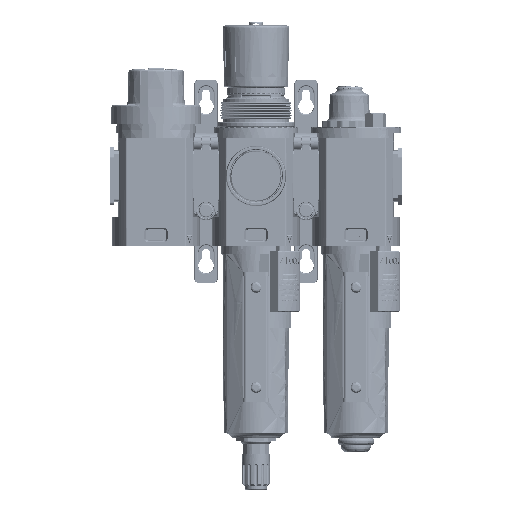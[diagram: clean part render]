
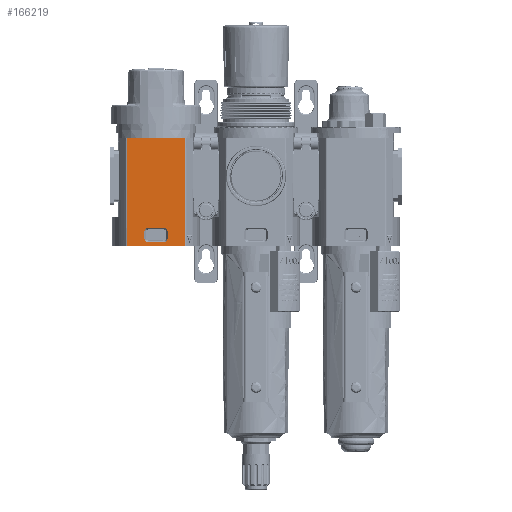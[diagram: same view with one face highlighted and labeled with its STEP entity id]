
A CAD part, top view. The second image highlights one B-rep face of the part: STEP entity #166219.
In plain terms, the highlighted planar face has unit normal (0, 0, 1).
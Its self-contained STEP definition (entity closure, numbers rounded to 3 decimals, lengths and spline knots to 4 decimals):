
#820 = VERTEX_POINT ( 'NONE', #155918 ) ;
#1986 = VERTEX_POINT ( 'NONE', #44328 ) ;
#4114 = CARTESIAN_POINT ( 'NONE',  ( 0., 2.1672, 1.0236 ) ) ;
#7111 = CIRCLE ( 'NONE', #107916, 0.0683 ) ;
#9307 = CARTESIAN_POINT ( 'NONE',  ( -0.1626, 0.1449, 1.0236 ) ) ;
#10655 = EDGE_CURVE ( 'NONE', #38745, #39162, #7111, .T. ) ;
#12208 = VECTOR ( 'NONE', #122220, 39.3701 ) ;
#13932 = AXIS2_PLACEMENT_3D ( 'NONE', #119935, #102229, #162398 ) ;
#16174 = VERTEX_POINT ( 'NONE', #97357 ) ;
#17728 = CIRCLE ( 'NONE', #42913, 0.0683 ) ;
#18161 = LINE ( 'NONE', #179058, #95428 ) ;
#25879 = VECTOR ( 'NONE', #149806, 39.3701 ) ;
#32727 = CARTESIAN_POINT ( 'NONE',  ( 0.3865, 2.1652, 1.0236 ) ) ;
#34041 = ORIENTED_EDGE ( 'NONE', *, *, #147680, .F. ) ;
#38745 = VERTEX_POINT ( 'NONE', #176313 ) ;
#39162 = VERTEX_POINT ( 'NONE', #140364 ) ;
#42913 = AXIS2_PLACEMENT_3D ( 'NONE', #9307, #115789, #145354 ) ;
#43990 = PLANE ( 'NONE',  #13932 ) ;
#44328 = CARTESIAN_POINT ( 'NONE',  ( 0.1626, 0.3668, 1.0236 ) ) ;
#44563 = EDGE_CURVE ( 'NONE', #103165, #38745, #107914, .T. ) ;
#46210 = EDGE_CURVE ( 'NONE', #1986, #136641, #69242, .T. ) ;
#48483 = CARTESIAN_POINT ( 'NONE',  ( -0.3865, 2.1652, 1.0236 ) ) ;
#49526 = LINE ( 'NONE', #153133, #96599 ) ;
#52288 = EDGE_CURVE ( 'NONE', #820, #82352, #184301, .T. ) ;
#52683 = CARTESIAN_POINT ( 'NONE',  ( -0.1626, 0.0765, 1.0236 ) ) ;
#54435 = CARTESIAN_POINT ( 'NONE',  ( 0.5797, 0., 1.0236 ) ) ;
#57781 = FACE_BOUND ( 'NONE', #75805, .T. ) ;
#57900 = CARTESIAN_POINT ( 'NONE',  ( 0.5797, 2.1635, 1.0236 ) ) ;
#62236 = VERTEX_POINT ( 'NONE', #54435 ) ;
#62455 = ORIENTED_EDGE ( 'NONE', *, *, #52288, .F. ) ;
#65244 = CARTESIAN_POINT ( 'NONE',  ( -0.5797, 2.1635, 1.0236 ) ) ;
#67171 = CARTESIAN_POINT ( 'NONE',  ( 0.2309, 2.1841, 1.0236 ) ) ;
#68831 = ORIENTED_EDGE ( 'NONE', *, *, #10655, .F. ) ;
#69242 = LINE ( 'NONE', #129464, #103882 ) ;
#75805 = EDGE_LOOP ( 'NONE', ( #111173, #91374, #104436, #34041, #68831, #119267, #126631, #143645 ) ) ;
#78071 = DIRECTION ( 'NONE',  ( 1., 0., 0. ) ) ;
#78172 = EDGE_CURVE ( 'NONE', #82352, #62236, #191416, .T. ) ;
#82352 = VERTEX_POINT ( 'NONE', #57900 ) ;
#82948 = DIRECTION ( 'NONE',  ( 0., 1., 0. ) ) ;
#84339 = VERTEX_POINT ( 'NONE', #104843 ) ;
#91374 = ORIENTED_EDGE ( 'NONE', *, *, #46210, .F. ) ;
#91465 = EDGE_CURVE ( 'NONE', #16174, #103165, #17728, .T. ) ;
#91886 = EDGE_CURVE ( 'NONE', #62236, #147153, #49526, .T. ) ;
#95428 = VECTOR ( 'NONE', #134616, 39.3701 ) ;
#96599 = VECTOR ( 'NONE', #182804, 39.3701 ) ;
#97357 = CARTESIAN_POINT ( 'NONE',  ( -0.2309, 0.1449, 1.0236 ) ) ;
#97805 = LINE ( 'NONE', #67171, #139843 ) ;
#100417 = AXIS2_PLACEMENT_3D ( 'NONE', #139217, #181733, #78071 ) ;
#102229 = DIRECTION ( 'NONE',  ( 0., 0., -1. ) ) ;
#103046 = AXIS2_PLACEMENT_3D ( 'NONE', #113734, #173901, #159083 ) ;
#103165 = VERTEX_POINT ( 'NONE', #52683 ) ;
#103882 = VECTOR ( 'NONE', #174815, 39.3701 ) ;
#104436 = ORIENTED_EDGE ( 'NONE', *, *, #170633, .F. ) ;
#104843 = CARTESIAN_POINT ( 'NONE',  ( 0.2309, 0.2984, 1.0236 ) ) ;
#106604 = CARTESIAN_POINT ( 'NONE',  ( 0.1626, 0.1449, 1.0236 ) ) ;
#107914 = LINE ( 'NONE', #128336, #157248 ) ;
#107916 = AXIS2_PLACEMENT_3D ( 'NONE', #106604, #109530, #138107 ) ;
#109402 = LINE ( 'NONE', #150832, #12208 ) ;
#109530 = DIRECTION ( 'NONE',  ( 0., 0., 1. ) ) ;
#109719 = CARTESIAN_POINT ( 'NONE',  ( 0.5797, 2.1635, 1.0236 ) ) ;
#111173 = ORIENTED_EDGE ( 'NONE', *, *, #189535, .F. ) ;
#113734 = CARTESIAN_POINT ( 'NONE',  ( -0.1626, 0.2984, 1.0236 ) ) ;
#115789 = DIRECTION ( 'NONE',  ( 0., 0., 1. ) ) ;
#115928 = ORIENTED_EDGE ( 'NONE', *, *, #91886, .F. ) ;
#119267 = ORIENTED_EDGE ( 'NONE', *, *, #44563, .F. ) ;
#119935 = CARTESIAN_POINT ( 'NONE',  ( -0.5797, 2.1841, 1.0236 ) ) ;
#122220 = DIRECTION ( 'NONE',  ( 0., -1., 0. ) ) ;
#125764 = ORIENTED_EDGE ( 'NONE', *, *, #78172, .F. ) ;
#126631 = ORIENTED_EDGE ( 'NONE', *, *, #91465, .F. ) ;
#128336 = CARTESIAN_POINT ( 'NONE',  ( -0.5797, 0.0765, 1.0236 ) ) ;
#129464 = CARTESIAN_POINT ( 'NONE',  ( -0.5797, 0.3668, 1.0236 ) ) ;
#133410 = ORIENTED_EDGE ( 'NONE', *, *, #172967, .F. ) ;
#134178 = CARTESIAN_POINT ( 'NONE',  ( -0.1626, 0.3668, 1.0236 ) ) ;
#134616 = DIRECTION ( 'NONE',  ( 0., 1., 0. ) ) ;
#136641 = VERTEX_POINT ( 'NONE', #134178 ) ;
#138107 = DIRECTION ( 'NONE',  ( 1., 0., 0. ) ) ;
#139217 = CARTESIAN_POINT ( 'NONE',  ( 0.1626, 0.2984, 1.0236 ) ) ;
#139843 = VECTOR ( 'NONE', #82948, 39.3701 ) ;
#140350 = VERTEX_POINT ( 'NONE', #163528 ) ;
#140364 = CARTESIAN_POINT ( 'NONE',  ( 0.2309, 0.1449, 1.0236 ) ) ;
#140724 = CIRCLE ( 'NONE', #103046, 0.0683 ) ;
#143645 = ORIENTED_EDGE ( 'NONE', *, *, #191231, .F. ) ;
#145354 = DIRECTION ( 'NONE',  ( 1., 0., 0. ) ) ;
#147153 = VERTEX_POINT ( 'NONE', #191228 ) ;
#147680 = EDGE_CURVE ( 'NONE', #39162, #84339, #97805, .T. ) ;
#149806 = DIRECTION ( 'NONE',  ( 0., -1., 0. ) ) ;
#150832 = CARTESIAN_POINT ( 'NONE',  ( -0.2309, 2.1841, 1.0236 ) ) ;
#151753 = EDGE_LOOP ( 'NONE', ( #133410, #115928, #125764, #62455 ) ) ;
#153133 = CARTESIAN_POINT ( 'NONE',  ( -0.5797, 0., 1.0236 ) ) ;
#155918 = CARTESIAN_POINT ( 'NONE',  ( -0.5797, 2.1635, 1.0236 ) ) ;
#157248 = VECTOR ( 'NONE', #188557, 39.3701 ) ;
#159083 = DIRECTION ( 'NONE',  ( 1., 0., 0. ) ) ;
#162398 = DIRECTION ( 'NONE',  ( -1., 0., 0. ) ) ;
#163528 = CARTESIAN_POINT ( 'NONE',  ( -0.2309, 0.2984, 1.0236 ) ) ;
#165614 = CARTESIAN_POINT ( 'NONE',  ( 0.5797, 2.1841, 1.0236 ) ) ;
#166219 = ADVANCED_FACE ( 'NONE', ( #177219, #57781 ), #43990, .F. ) ;
#170633 = EDGE_CURVE ( 'NONE', #84339, #1986, #185502, .T. ) ;
#172967 = EDGE_CURVE ( 'NONE', #147153, #820, #18161, .T. ) ;
#173901 = DIRECTION ( 'NONE',  ( 0., 0., 1. ) ) ;
#174815 = DIRECTION ( 'NONE',  ( -1., 0., 0. ) ) ;
#176313 = CARTESIAN_POINT ( 'NONE',  ( 0.1626, 0.0765, 1.0236 ) ) ;
#177219 = FACE_OUTER_BOUND ( 'NONE', #151753, .T. ) ;
#179058 = CARTESIAN_POINT ( 'NONE',  ( -0.5797, 2.1841, 1.0236 ) ) ;
#181733 = DIRECTION ( 'NONE',  ( 0., 0., 1. ) ) ;
#182804 = DIRECTION ( 'NONE',  ( -1., 0., 0. ) ) ;
#184301 = B_SPLINE_CURVE_WITH_KNOTS ( 'NONE', 3,
 ( #65244, #48483, #4114, #32727, #109719 ),
 .UNSPECIFIED., .F., .F.,
 ( 4, 1, 4 ),
 ( 0., 0.0147, 0.0294 ),
 .UNSPECIFIED. ) ;
#185502 = CIRCLE ( 'NONE', #100417, 0.0683 ) ;
#188557 = DIRECTION ( 'NONE',  ( 1., 0., 0. ) ) ;
#189535 = EDGE_CURVE ( 'NONE', #136641, #140350, #140724, .T. ) ;
#191228 = CARTESIAN_POINT ( 'NONE',  ( -0.5797, 0., 1.0236 ) ) ;
#191231 = EDGE_CURVE ( 'NONE', #140350, #16174, #109402, .T. ) ;
#191416 = LINE ( 'NONE', #165614, #25879 ) ;
